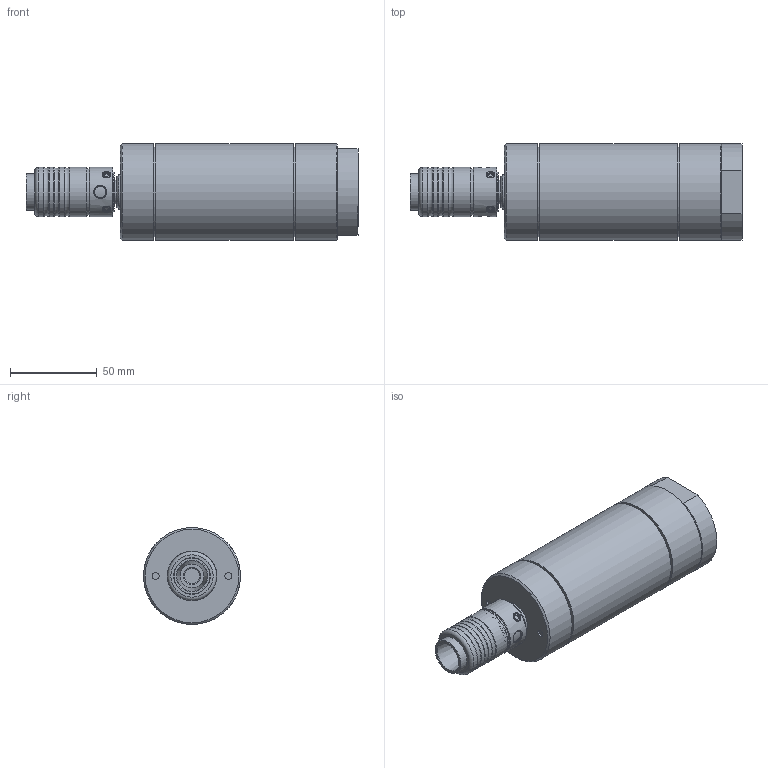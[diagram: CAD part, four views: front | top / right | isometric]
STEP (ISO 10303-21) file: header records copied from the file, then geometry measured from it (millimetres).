
FILE_DESCRIPTION(/* description */ ('EBM 55-3600 WS'),/* implementation_level */ '2;1');
FILE_NAME(/* name */ 'EBM 55-3600 WS_60038697.stp',/* time_stamp */ '2023-09-20T16:17:10+02:00',/* author */ ('DSteinicke'),/* organization */ (''),/* preprocessor_version */ 'ST-DEVELOPER v19.2',/* originating_system */ 'Autodesk Inventor 2024',/* authorisation */ '');
FILE_SCHEMA (('AUTOMOTIVE_DESIGN { 1 0 10303 214 3 1 1 }'));
Length unit declared in the file: millimetre
Products named in the file (1): 60038697
Bounding box: 191.7 x 56 x 56 mm (x, y, z)
Volume: 361570.7 mm3; surface area: 38593.6 mm2
Topology: 1 solids, 7 shells, 255 faces, 604 edges, 399 vertices
Faces by surface type: plane 137, cylinder 60, cone 30, bspline 18, torus 10
Full cylindrical faces by diameter (mm): 4 x3, 6.647 x2, 9 x1, 11 x1, 11.445 x1, 13.8 x1, 14 x2, 14.95 x1, 19.95 x1, 21 x2, 21.1 x1, 23 x1, 27 x3, 27.3 x1, 27.4 x1, 28.4 x4, 28.6 x1, 51.9 x2, 56 x3
Entity records: 9814 total; most frequent: CARTESIAN_POINT 3593, ORIENTED_EDGE 1208, DIRECTION 1194, EDGE_CURVE 604, AXIS2_PLACEMENT_3D 440, VERTEX_POINT 399, LINE 314, VECTOR 314
